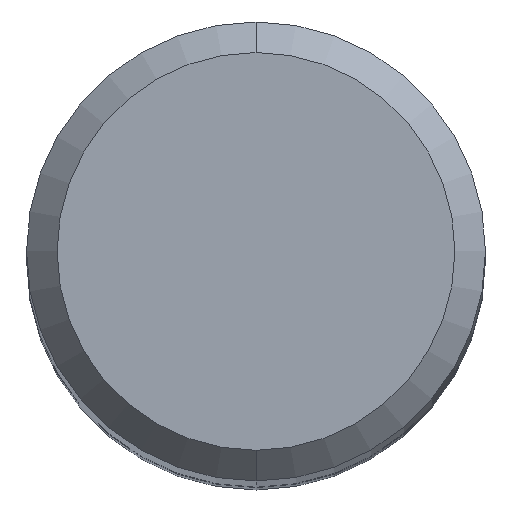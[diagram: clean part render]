
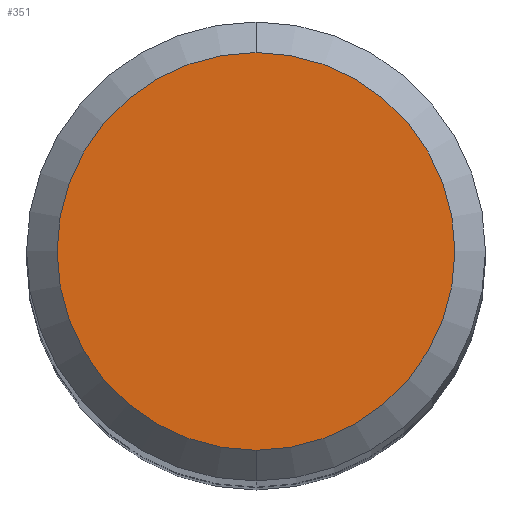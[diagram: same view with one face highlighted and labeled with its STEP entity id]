
A CAD part, top view. The second image highlights one B-rep face of the part: STEP entity #351.
In plain terms, the highlighted planar face has unit normal (0, 0, 1).
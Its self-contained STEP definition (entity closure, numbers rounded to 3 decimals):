
#307=EDGE_CURVE('',#325,#329,#625,.T.);
#325=VERTEX_POINT('',#647);
#329=VERTEX_POINT('',#651);
#351=ADVANCED_FACE('',(#675),#676,.T.);
#409=EDGE_CURVE('',#329,#325,#738,.T.);
#625=CIRCLE('',#1086,2.6);
#647=CARTESIAN_POINT('',(0.,-2.6,0.0));
#651=CARTESIAN_POINT('',(0.0,2.6,0.0));
#675=FACE_OUTER_BOUND('',#1165,.T.);
#676=PLANE('',#1166);
#738=CIRCLE('',#1261,2.6);
#1086=AXIS2_PLACEMENT_3D('',#1629,#1630,#1631);
#1165=EDGE_LOOP('',(#1683,#1684));
#1166=AXIS2_PLACEMENT_3D('',#1685,#1686,#1687);
#1261=AXIS2_PLACEMENT_3D('',#1739,#1740,#1741);
#1629=CARTESIAN_POINT('',(0.0,0.0,0.0));
#1630=DIRECTION('',(0.0,0.0,-1.0));
#1631=DIRECTION('',(0.0,1.0,0.0));
#1683=ORIENTED_EDGE('',*,*,#409,.F.);
#1684=ORIENTED_EDGE('',*,*,#307,.F.);
#1685=CARTESIAN_POINT('',(0.0,1.3,0.0));
#1686=DIRECTION('',(-0.0,0.0,1.0));
#1687=DIRECTION('',(0.0,-1.0,0.0));
#1739=CARTESIAN_POINT('',(0.0,0.0,0.0));
#1740=DIRECTION('',(0.0,0.0,-1.0));
#1741=DIRECTION('',(0.0,1.0,0.0));
